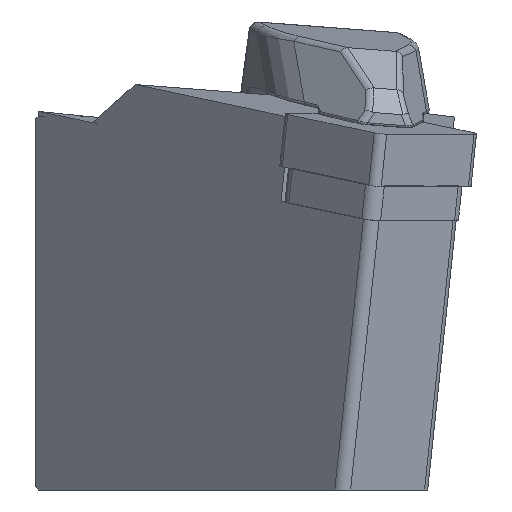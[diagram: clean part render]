
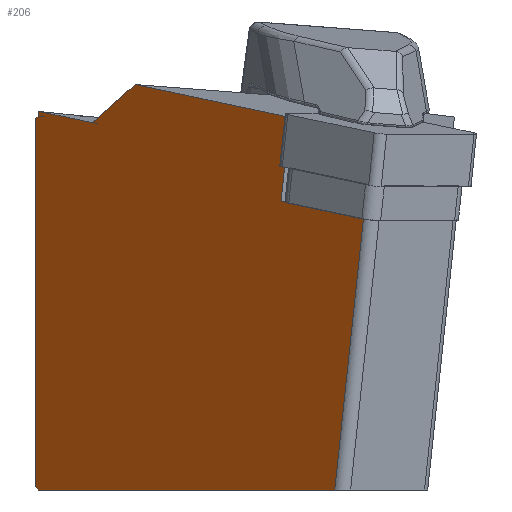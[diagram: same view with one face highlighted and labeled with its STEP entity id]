
A CAD part, left-side view. The second image highlights one B-rep face of the part: STEP entity #206.
In plain terms, the highlighted planar face has unit normal (-0.707, 0.707, 0).
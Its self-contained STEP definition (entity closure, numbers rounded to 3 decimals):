
#206=ADVANCED_FACE('',(#417),#349,.F.);
#349=PLANE('',#2476);
#417=FACE_OUTER_BOUND('',#555,.T.);
#555=EDGE_LOOP('',(#1159,#1160,#1161,#1162,#1163,#1164,#1165,#1166,#1167,
#1168,#1169,#1170));
#699=LINE('',#3430,#910);
#709=LINE('',#3491,#920);
#725=LINE('',#3548,#936);
#726=LINE('',#3550,#937);
#727=LINE('',#3551,#938);
#728=LINE('',#3553,#939);
#729=LINE('',#3555,#940);
#730=LINE('',#3557,#941);
#731=LINE('',#3559,#942);
#732=LINE('',#3561,#943);
#733=LINE('',#3563,#944);
#734=LINE('',#3565,#945);
#910=VECTOR('',#2718,1.);
#920=VECTOR('',#2736,1.);
#936=VECTOR('',#2764,1.);
#937=VECTOR('',#2767,1.);
#938=VECTOR('',#2768,1.);
#939=VECTOR('',#2769,1.);
#940=VECTOR('',#2770,1.);
#941=VECTOR('',#2771,1.);
#942=VECTOR('',#2772,1.);
#943=VECTOR('',#2773,1.);
#944=VECTOR('',#2774,1.);
#945=VECTOR('',#2775,1.);
#1159=ORIENTED_EDGE('',*,*,#2044,.F.);
#1160=ORIENTED_EDGE('',*,*,#2079,.T.);
#1161=ORIENTED_EDGE('',*,*,#2078,.F.);
#1162=ORIENTED_EDGE('',*,*,#2057,.F.);
#1163=ORIENTED_EDGE('',*,*,#2080,.F.);
#1164=ORIENTED_EDGE('',*,*,#2081,.F.);
#1165=ORIENTED_EDGE('',*,*,#2082,.F.);
#1166=ORIENTED_EDGE('',*,*,#2083,.F.);
#1167=ORIENTED_EDGE('',*,*,#2084,.F.);
#1168=ORIENTED_EDGE('',*,*,#2085,.F.);
#1169=ORIENTED_EDGE('',*,*,#2086,.T.);
#1170=ORIENTED_EDGE('',*,*,#2087,.F.);
#1825=VERTEX_POINT('',#3427);
#1826=VERTEX_POINT('',#3429);
#1839=VERTEX_POINT('',#3490);
#1840=VERTEX_POINT('',#3492);
#1854=VERTEX_POINT('',#3538);
#1859=VERTEX_POINT('',#3552);
#1860=VERTEX_POINT('',#3554);
#1861=VERTEX_POINT('',#3556);
#1862=VERTEX_POINT('',#3558);
#1863=VERTEX_POINT('',#3560);
#1864=VERTEX_POINT('',#3562);
#1865=VERTEX_POINT('',#3564);
#2044=EDGE_CURVE('',#1826,#1825,#699,.T.);
#2057=EDGE_CURVE('',#1839,#1840,#709,.T.);
#2078=EDGE_CURVE('',#1840,#1854,#725,.T.);
#2079=EDGE_CURVE('',#1826,#1854,#726,.T.);
#2080=EDGE_CURVE('',#1859,#1839,#727,.T.);
#2081=EDGE_CURVE('',#1860,#1859,#728,.T.);
#2082=EDGE_CURVE('',#1861,#1860,#729,.T.);
#2083=EDGE_CURVE('',#1862,#1861,#730,.T.);
#2084=EDGE_CURVE('',#1863,#1862,#731,.T.);
#2085=EDGE_CURVE('',#1864,#1863,#732,.T.);
#2086=EDGE_CURVE('',#1864,#1865,#733,.T.);
#2087=EDGE_CURVE('',#1825,#1865,#734,.T.);
#2476=AXIS2_PLACEMENT_3D('',#3566,#2776,#2777);
#2718=DIRECTION('',(-0.699,-0.699,-0.148));
#2736=DIRECTION('',(-0.597,-0.597,0.536));
#2764=DIRECTION('',(-0.699,-0.699,-0.148));
#2767=DIRECTION('',(-0.105,-0.105,0.989));
#2768=DIRECTION('',(-0.699,-0.699,-0.148));
#2769=DIRECTION('',(-0.087,-0.087,0.992));
#2770=DIRECTION('',(-0.634,-0.634,0.444));
#2771=DIRECTION('',(0.,0.,1.));
#2772=DIRECTION('',(0.577,0.577,0.577));
#2773=DIRECTION('',(0.707,0.707,0.));
#2774=DIRECTION('',(-0.105,-0.105,0.989));
#2775=DIRECTION('',(-0.699,-0.699,-0.148));
#2776=DIRECTION('',(0.707,-0.707,0.));
#2777=DIRECTION('',(0.707,0.707,0.));
#3427=CARTESIAN_POINT('',(9.481,-22.458,-6.121));
#3429=CARTESIAN_POINT('',(9.856,-22.083,-6.042));
#3430=CARTESIAN_POINT('',(2.443,-29.496,-7.609));
#3490=CARTESIAN_POINT('',(26.811,-5.129,1.019));
#3491=CARTESIAN_POINT('',(24.728,-7.211,2.888));
#3492=CARTESIAN_POINT('',(22.98,-8.959,4.456));
#3538=CARTESIAN_POINT('',(9.058,-22.881,1.514));
#3548=CARTESIAN_POINT('',(1.645,-30.294,-0.053));
#3550=CARTESIAN_POINT('',(8.811,-23.128,3.848));
#3551=CARTESIAN_POINT('',(2.084,-29.855,-4.207));
#3552=CARTESIAN_POINT('',(31.64,-0.299,2.04));
#3553=CARTESIAN_POINT('',(34.814,2.875,-34.239));
#3554=CARTESIAN_POINT('',(31.676,-0.263,1.627));
#3555=CARTESIAN_POINT('',(22.402,-9.537,8.121));
#3556=CARTESIAN_POINT('',(31.939,0.,1.443));
#3557=CARTESIAN_POINT('',(31.939,0.,-39.317));
#3558=CARTESIAN_POINT('',(31.939,0.,-31.7));
#3559=CARTESIAN_POINT('',(11.97,-19.969,-51.669));
#3560=CARTESIAN_POINT('',(31.639,-0.3,-32.));
#3561=CARTESIAN_POINT('',(5.794,-26.145,-32.));
#3562=CARTESIAN_POINT('',(5.021,-26.918,-32.));
#3563=CARTESIAN_POINT('',(5.794,-26.145,-39.317));
#3564=CARTESIAN_POINT('',(2.443,-29.496,-7.609));
#3565=CARTESIAN_POINT('',(2.443,-29.496,-7.609));
#3566=CARTESIAN_POINT('',(5.794,-26.145,-39.317));
